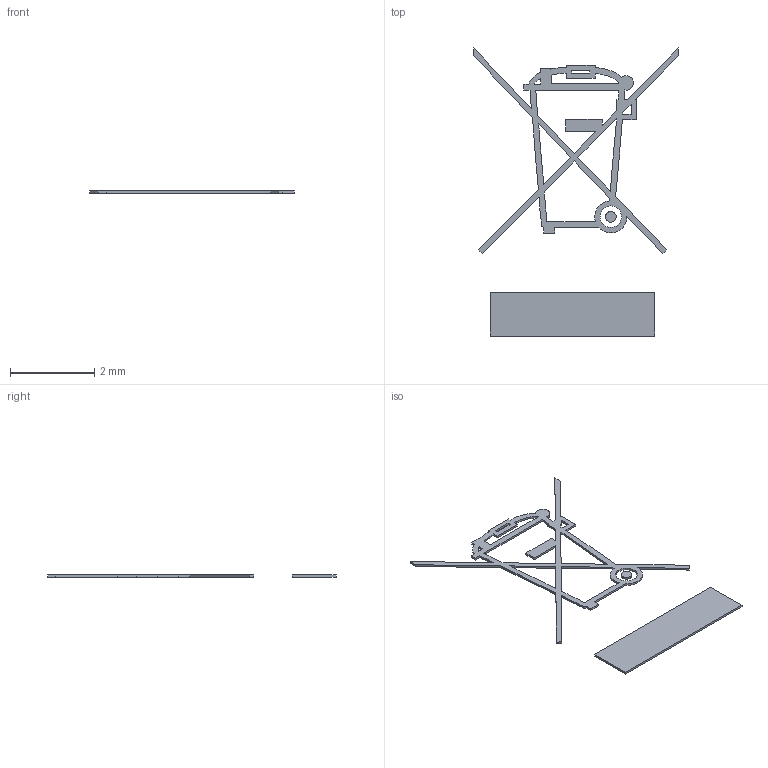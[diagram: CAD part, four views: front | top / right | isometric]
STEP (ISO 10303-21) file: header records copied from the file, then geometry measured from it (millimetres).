
FILE_DESCRIPTION(/* description */ (''),/* implementation_level */ '2;1');
FILE_NAME(/* name */ 'LOGO_SILK_WEEE_0485X0683.stp',/* time_stamp */ '2023-11-01T20:45:52+03:00',/* author */ (''),/* organization */ (''),/* preprocessor_version */ 'ST-DEVELOPER v16.7',/* originating_system */ 'SIEMENS PLM Software NX 12.0',/* authorisation */ '');
FILE_SCHEMA (('AUTOMOTIVE_DESIGN { 1 0 10303 214 3 1 1 1 }'));
Length unit declared in the file: millimetre
Products named in the file (1): LOGO_SILK_WEEE_0485X0683
Bounding box: 4.85 x 6.83 x 0.05 mm (x, y, z)
Volume: 0.4 mm3; surface area: 19.4 mm2
Topology: 3 solids, 3 shells, 173 faces, 501 edges, 334 vertices
Faces by surface type: plane 166, cylinder 7
Entity records: 5659 total; most frequent: CARTESIAN_POINT 1009, ORIENTED_EDGE 1002, DIRECTION 863, EDGE_CURVE 501, LINE 487, VECTOR 487, VERTEX_POINT 334, EDGE_LOOP 191
